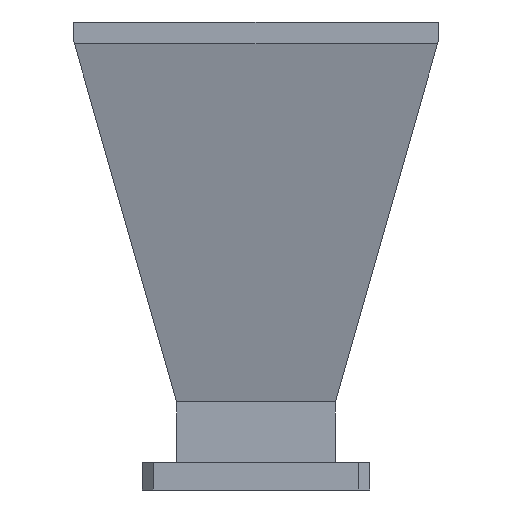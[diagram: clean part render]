
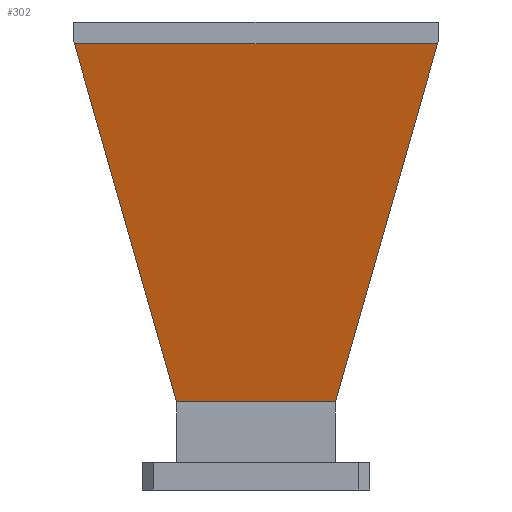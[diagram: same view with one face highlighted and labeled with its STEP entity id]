
A CAD part, left-side view. The second image highlights one B-rep face of the part: STEP entity #302.
In plain terms, the highlighted planar face has unit normal (-0.97, 0, -0.243).
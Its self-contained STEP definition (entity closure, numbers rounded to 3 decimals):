
#20 = AXIS2_PLACEMENT_3D ( 'NONE', #126, #1266, #431 ) ;
#50 = ORIENTED_EDGE ( 'NONE', *, *, #591, .F. ) ;
#67 = VERTEX_POINT ( 'NONE', #770 ) ;
#76 = DIRECTION ( 'NONE',  ( 0.235, 0.266, -0.935 ) ) ;
#89 = EDGE_CURVE ( 'NONE', #67, #306, #1005, .T. ) ;
#126 = CARTESIAN_POINT ( 'NONE',  ( -16.594, 0., 83.56 ) ) ;
#302 = ADVANCED_FACE ( 'NONE', ( #747 ), #1075, .T. ) ;
#306 = VERTEX_POINT ( 'NONE', #844 ) ;
#392 = VECTOR ( 'NONE', #76, 1000. ) ;
#431 = DIRECTION ( 'NONE',  ( -0.243, 0., 0.97 ) ) ;
#451 = EDGE_CURVE ( 'NONE', #708, #602, #557, .T. ) ;
#456 = DIRECTION ( 'NONE',  ( -0.235, 0.266, 0.935 ) ) ;
#557 = LINE ( 'NONE', #562, #1341 ) ;
#562 = CARTESIAN_POINT ( 'NONE',  ( -8.08, 0., 49.629 ) ) ;
#591 = EDGE_CURVE ( 'NONE', #67, #602, #805, .T. ) ;
#602 = VERTEX_POINT ( 'NONE', #912 ) ;
#637 = LINE ( 'NONE', #1062, #861 ) ;
#708 = VERTEX_POINT ( 'NONE', #1056 ) ;
#747 = FACE_OUTER_BOUND ( 'NONE', #820, .T. ) ;
#770 = CARTESIAN_POINT ( 'NONE',  ( -24.382, -32.959, 114.595 ) ) ;
#805 = LINE ( 'NONE', #926, #392 ) ;
#813 = ORIENTED_EDGE ( 'NONE', *, *, #89, .T. ) ;
#820 = EDGE_LOOP ( 'NONE', ( #963, #50, #813, #1196 ) ) ;
#835 = VECTOR ( 'NONE', #950, 1000. ) ;
#844 = CARTESIAN_POINT ( 'NONE',  ( -24.382, 32.959, 114.595 ) ) ;
#861 = VECTOR ( 'NONE', #456, 1000. ) ;
#912 = CARTESIAN_POINT ( 'NONE',  ( -8.08, -14.444, 49.629 ) ) ;
#926 = CARTESIAN_POINT ( 'NONE',  ( -24.382, -32.959, 114.595 ) ) ;
#950 = DIRECTION ( 'NONE',  ( 0., 1., 0. ) ) ;
#963 = ORIENTED_EDGE ( 'NONE', *, *, #451, .T. ) ;
#986 = CARTESIAN_POINT ( 'NONE',  ( -24.382, 0., 114.595 ) ) ;
#1005 = LINE ( 'NONE', #986, #835 ) ;
#1056 = CARTESIAN_POINT ( 'NONE',  ( -8.08, 14.444, 49.629 ) ) ;
#1062 = CARTESIAN_POINT ( 'NONE',  ( -8.08, 14.444, 49.629 ) ) ;
#1075 = PLANE ( 'NONE',  #20 ) ;
#1094 = DIRECTION ( 'NONE',  ( 0., -1., 0. ) ) ;
#1161 = EDGE_CURVE ( 'NONE', #708, #306, #637, .T. ) ;
#1196 = ORIENTED_EDGE ( 'NONE', *, *, #1161, .F. ) ;
#1266 = DIRECTION ( 'NONE',  ( -0.97, 0., -0.243 ) ) ;
#1341 = VECTOR ( 'NONE', #1094, 1000. ) ;
